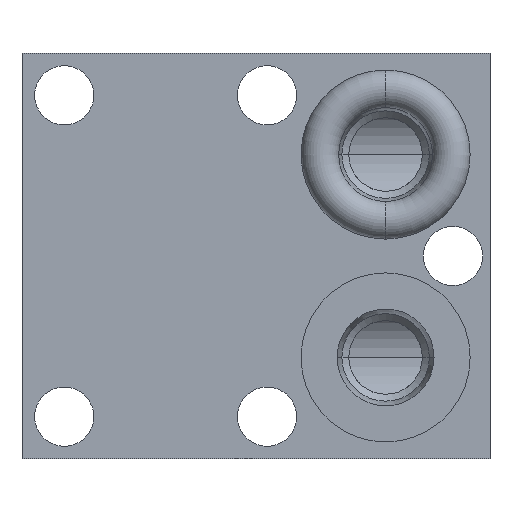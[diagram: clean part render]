
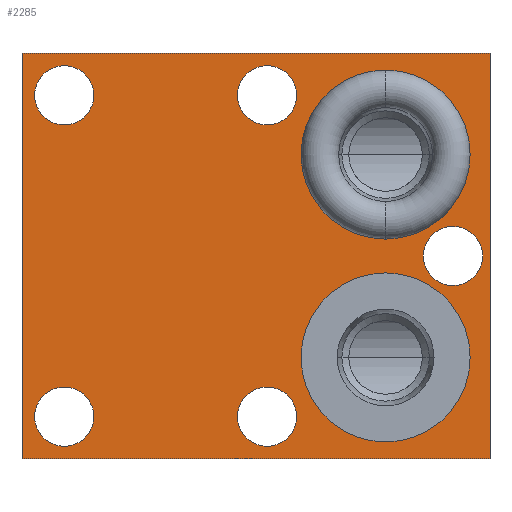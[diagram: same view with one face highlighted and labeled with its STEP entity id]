
A CAD part, left-side view. The second image highlights one B-rep face of the part: STEP entity #2285.
In plain terms, the highlighted planar face has unit normal (-1, 0, 0).
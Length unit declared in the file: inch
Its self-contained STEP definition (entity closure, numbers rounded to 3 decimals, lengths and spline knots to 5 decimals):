
#611=DIRECTION('',(0.,-1.,0.));
#612=VECTOR('',#611,1.73);
#613=CARTESIAN_POINT('',(-1.,0.531,0.75));
#614=LINE('',#613,#612);
#618=DIRECTION('',(0.,0.,-1.));
#619=VECTOR('',#618,1.5);
#620=CARTESIAN_POINT('',(-1.,-1.199,0.75));
#621=LINE('',#620,#619);
#625=DIRECTION('',(0.,1.,0.));
#626=VECTOR('',#625,1.73);
#627=CARTESIAN_POINT('',(-1.,-1.199,-0.75));
#628=LINE('',#627,#626);
#632=DIRECTION('',(0.,0.,1.));
#633=VECTOR('',#632,1.5);
#634=CARTESIAN_POINT('',(-1.,0.531,-0.75));
#635=LINE('',#634,#633);
#639=CARTESIAN_POINT('',(-1.,0.375,0.594));
#640=DIRECTION('',(-1.,0.,0.));
#641=DIRECTION('',(0.,-1.,0.));
#642=AXIS2_PLACEMENT_3D('',#639,#640,#641);
#647=CARTESIAN_POINT('',(-1.,0.375,0.594));
#648=DIRECTION('',(-1.,0.,0.));
#649=DIRECTION('',(0.,1.,0.));
#650=AXIS2_PLACEMENT_3D('',#647,#648,#649);
#655=CARTESIAN_POINT('',(-1.,0.375,-0.594));
#656=DIRECTION('',(-1.,0.,0.));
#657=DIRECTION('',(0.,-1.,0.));
#658=AXIS2_PLACEMENT_3D('',#655,#656,#657);
#663=CARTESIAN_POINT('',(-1.,0.375,-0.594));
#664=DIRECTION('',(-1.,0.,0.));
#665=DIRECTION('',(0.,1.,0.));
#666=AXIS2_PLACEMENT_3D('',#663,#664,#665);
#671=CARTESIAN_POINT('',(-1.,-0.375,0.594));
#672=DIRECTION('',(-1.,0.,0.));
#673=DIRECTION('',(0.,-1.,0.));
#674=AXIS2_PLACEMENT_3D('',#671,#672,#673);
#679=CARTESIAN_POINT('',(-1.,-0.375,0.594));
#680=DIRECTION('',(-1.,0.,0.));
#681=DIRECTION('',(0.,1.,0.));
#682=AXIS2_PLACEMENT_3D('',#679,#680,#681);
#687=CARTESIAN_POINT('',(-1.,-0.375,-0.594));
#688=DIRECTION('',(-1.,0.,0.));
#689=DIRECTION('',(0.,-1.,0.));
#690=AXIS2_PLACEMENT_3D('',#687,#688,#689);
#695=CARTESIAN_POINT('',(-1.,-0.375,-0.594));
#696=DIRECTION('',(-1.,0.,0.));
#697=DIRECTION('',(0.,1.,0.));
#698=AXIS2_PLACEMENT_3D('',#695,#696,#697);
#703=CARTESIAN_POINT('',(-1.,-1.062,0.));
#704=DIRECTION('',(-1.,0.,0.));
#705=DIRECTION('',(0.,-1.,0.));
#706=AXIS2_PLACEMENT_3D('',#703,#704,#705);
#711=CARTESIAN_POINT('',(-1.,-1.062,0.));
#712=DIRECTION('',(-1.,0.,0.));
#713=DIRECTION('',(0.,1.,0.));
#714=AXIS2_PLACEMENT_3D('',#711,#712,#713);
#719=CARTESIAN_POINT('',(-1.,-0.813,0.375));
#720=DIRECTION('',(1.,0.,0.));
#721=DIRECTION('',(0.,1.,0.));
#722=AXIS2_PLACEMENT_3D('',#719,#720,#721);
#727=CARTESIAN_POINT('',(-1.,-0.813,0.375));
#728=DIRECTION('',(1.,0.,0.));
#729=DIRECTION('',(0.,-1.,0.));
#730=AXIS2_PLACEMENT_3D('',#727,#728,#729);
#735=CARTESIAN_POINT('',(-1.,-0.813,-0.375));
#736=DIRECTION('',(1.,0.,0.));
#737=DIRECTION('',(0.,1.,0.));
#738=AXIS2_PLACEMENT_3D('',#735,#736,#737);
#743=CARTESIAN_POINT('',(-1.,-0.813,-0.375));
#744=DIRECTION('',(1.,0.,0.));
#745=DIRECTION('',(0.,-1.,0.));
#746=AXIS2_PLACEMENT_3D('',#743,#744,#745);
#1612=CARTESIAN_POINT('',(-1.,0.531,0.75));
#1613=CARTESIAN_POINT('',(-1.,-1.199,0.75));
#1614=VERTEX_POINT('',#1612);
#1615=VERTEX_POINT('',#1613);
#1616=CARTESIAN_POINT('',(-1.,-1.199,-0.75));
#1617=VERTEX_POINT('',#1616);
#1618=CARTESIAN_POINT('',(-1.,0.531,-0.75));
#1619=VERTEX_POINT('',#1618);
#1640=CARTESIAN_POINT('',(-1.,0.2655,0.594));
#1641=CARTESIAN_POINT('',(-1.,0.4845,0.594));
#1642=VERTEX_POINT('',#1640);
#1643=VERTEX_POINT('',#1641);
#1652=CARTESIAN_POINT('',(-1.,-0.5005,0.375));
#1653=CARTESIAN_POINT('',(-1.,-1.1255,0.375));
#1654=VERTEX_POINT('',#1652);
#1655=VERTEX_POINT('',#1653);
#1672=CARTESIAN_POINT('',(-1.,-0.5005,-0.375));
#1673=CARTESIAN_POINT('',(-1.,-1.1255,-0.375));
#1674=VERTEX_POINT('',#1672);
#1675=VERTEX_POINT('',#1673);
#1760=CARTESIAN_POINT('',(-1.,0.2655,-0.594));
#1761=CARTESIAN_POINT('',(-1.,0.4845,-0.594));
#1762=VERTEX_POINT('',#1760);
#1763=VERTEX_POINT('',#1761);
#1768=CARTESIAN_POINT('',(-1.,-0.4845,0.594));
#1769=CARTESIAN_POINT('',(-1.,-0.2655,0.594));
#1770=VERTEX_POINT('',#1768);
#1771=VERTEX_POINT('',#1769);
#1776=CARTESIAN_POINT('',(-1.,-0.4845,-0.594));
#1777=CARTESIAN_POINT('',(-1.,-0.2655,-0.594));
#1778=VERTEX_POINT('',#1776);
#1779=VERTEX_POINT('',#1777);
#1784=CARTESIAN_POINT('',(-1.,-1.1715,0.));
#1785=CARTESIAN_POINT('',(-1.,-0.9525,0.));
#1786=VERTEX_POINT('',#1784);
#1787=VERTEX_POINT('',#1785);
#2229=CARTESIAN_POINT('',(-1.,0.,0.));
#2230=DIRECTION('',(1.,0.,0.));
#2231=DIRECTION('',(0.,0.,-1.));
#2232=AXIS2_PLACEMENT_3D('',#2229,#2230,#2231);
#2233=PLANE('',#2232);
#2235=ORIENTED_EDGE('',*,*,#2234,.T.);
#2237=ORIENTED_EDGE('',*,*,#2236,.T.);
#2239=ORIENTED_EDGE('',*,*,#2238,.T.);
#2241=ORIENTED_EDGE('',*,*,#2240,.T.);
#2242=EDGE_LOOP('',(#2235,#2237,#2239,#2241));
#2243=FACE_OUTER_BOUND('',#2242,.F.);
#2244=ORIENTED_EDGE('',*,*,#2219,.T.);
#2246=ORIENTED_EDGE('',*,*,#2245,.T.);
#2247=EDGE_LOOP('',(#2244,#2246));
#2248=FACE_BOUND('',#2247,.F.);
#2250=ORIENTED_EDGE('',*,*,#2249,.T.);
#2252=ORIENTED_EDGE('',*,*,#2251,.T.);
#2253=EDGE_LOOP('',(#2250,#2252));
#2254=FACE_BOUND('',#2253,.F.);
#2256=ORIENTED_EDGE('',*,*,#2255,.T.);
#2258=ORIENTED_EDGE('',*,*,#2257,.T.);
#2259=EDGE_LOOP('',(#2256,#2258));
#2260=FACE_BOUND('',#2259,.F.);
#2262=ORIENTED_EDGE('',*,*,#2261,.T.);
#2264=ORIENTED_EDGE('',*,*,#2263,.T.);
#2265=EDGE_LOOP('',(#2262,#2264));
#2266=FACE_BOUND('',#2265,.F.);
#2268=ORIENTED_EDGE('',*,*,#2267,.T.);
#2270=ORIENTED_EDGE('',*,*,#2269,.T.);
#2271=EDGE_LOOP('',(#2268,#2270));
#2272=FACE_BOUND('',#2271,.F.);
#2274=ORIENTED_EDGE('',*,*,#2273,.F.);
#2276=ORIENTED_EDGE('',*,*,#2275,.F.);
#2277=EDGE_LOOP('',(#2274,#2276));
#2278=FACE_BOUND('',#2277,.F.);
#2280=ORIENTED_EDGE('',*,*,#2279,.F.);
#2282=ORIENTED_EDGE('',*,*,#2281,.F.);
#2283=EDGE_LOOP('',(#2280,#2282));
#2284=FACE_BOUND('',#2283,.F.);
#643=CIRCLE('',#642,0.1095);
#651=CIRCLE('',#650,0.1095);
#659=CIRCLE('',#658,0.1095);
#667=CIRCLE('',#666,0.1095);
#675=CIRCLE('',#674,0.1095);
#683=CIRCLE('',#682,0.1095);
#691=CIRCLE('',#690,0.1095);
#699=CIRCLE('',#698,0.1095);
#707=CIRCLE('',#706,0.1095);
#715=CIRCLE('',#714,0.1095);
#723=CIRCLE('',#722,0.3125);
#731=CIRCLE('',#730,0.3125);
#739=CIRCLE('',#738,0.3125);
#747=CIRCLE('',#746,0.3125);
#2219=EDGE_CURVE('',#1642,#1643,#643,.T.);
#2234=EDGE_CURVE('',#1614,#1615,#614,.T.);
#2236=EDGE_CURVE('',#1615,#1617,#621,.T.);
#2238=EDGE_CURVE('',#1617,#1619,#628,.T.);
#2240=EDGE_CURVE('',#1619,#1614,#635,.T.);
#2245=EDGE_CURVE('',#1643,#1642,#651,.T.);
#2249=EDGE_CURVE('',#1762,#1763,#659,.T.);
#2251=EDGE_CURVE('',#1763,#1762,#667,.T.);
#2255=EDGE_CURVE('',#1770,#1771,#675,.T.);
#2257=EDGE_CURVE('',#1771,#1770,#683,.T.);
#2261=EDGE_CURVE('',#1778,#1779,#691,.T.);
#2263=EDGE_CURVE('',#1779,#1778,#699,.T.);
#2267=EDGE_CURVE('',#1786,#1787,#707,.T.);
#2269=EDGE_CURVE('',#1787,#1786,#715,.T.);
#2273=EDGE_CURVE('',#1654,#1655,#723,.T.);
#2275=EDGE_CURVE('',#1655,#1654,#731,.T.);
#2279=EDGE_CURVE('',#1674,#1675,#739,.T.);
#2281=EDGE_CURVE('',#1675,#1674,#747,.T.);
#2285=ADVANCED_FACE('',(#2243,#2248,#2254,#2260,#2266,#2272,#2278,#2284),#2233,
.F.);
